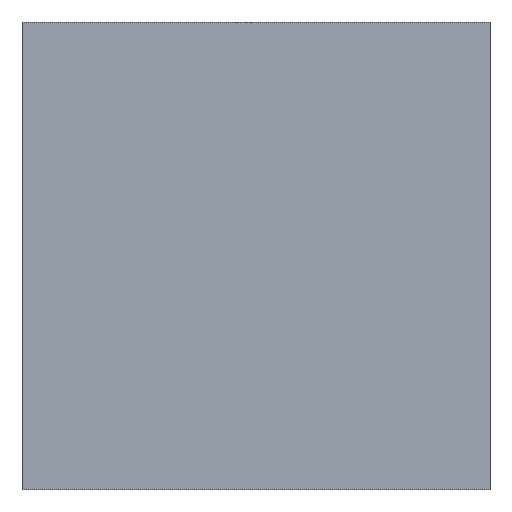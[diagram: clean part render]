
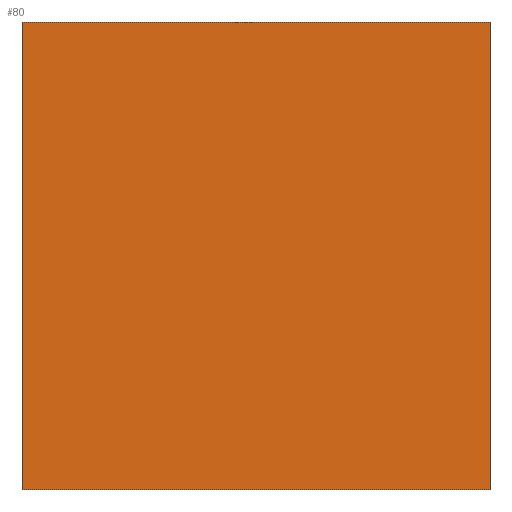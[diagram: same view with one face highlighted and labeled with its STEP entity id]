
A CAD part, top view. The second image highlights one B-rep face of the part: STEP entity #80.
In plain terms, the highlighted planar face has unit normal (0, 0, 1).
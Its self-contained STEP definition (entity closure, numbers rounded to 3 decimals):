
#2 = CARTESIAN_POINT ( 'NONE',  ( -500., 500., 0. ) ) ;
#4 = CARTESIAN_POINT ( 'NONE',  ( 500., -500., 0. ) ) ;
#11 = EDGE_CURVE ( 'NONE', #205, #195, #52, .T. ) ;
#21 = ORIENTED_EDGE ( 'NONE', *, *, #11, .T. ) ;
#26 = CARTESIAN_POINT ( 'NONE',  ( 500., -500., 0. ) ) ;
#30 = EDGE_LOOP ( 'NONE', ( #154, #200, #159, #21 ) ) ;
#43 = VECTOR ( 'NONE', #202, 1000. ) ;
#47 = DIRECTION ( 'NONE',  ( 0., 0., 1. ) ) ;
#52 = LINE ( 'NONE', #244, #43 ) ;
#65 = VERTEX_POINT ( 'NONE', #163 ) ;
#66 = CARTESIAN_POINT ( 'NONE',  ( 500., 166.667, 0. ) ) ;
#80 = ADVANCED_FACE ( 'NONE', ( #108 ), #247, .T. ) ;
#83 = CARTESIAN_POINT ( 'NONE',  ( 500., 500., 0. ) ) ;
#86 = CARTESIAN_POINT ( 'NONE',  ( -500., -166.667, 0. ) ) ;
#98 = EDGE_CURVE ( 'NONE', #65, #205, #112, .T. ) ;
#102 = CARTESIAN_POINT ( 'NONE',  ( -500., -500., 0. ) ) ;
#103 = CARTESIAN_POINT ( 'NONE',  ( 0., 500., 0. ) ) ;
#107 = CARTESIAN_POINT ( 'NONE',  ( -500., -500., 0. ) ) ;
#108 = FACE_OUTER_BOUND ( 'NONE', #30, .T. ) ;
#110 = EDGE_CURVE ( 'NONE', #65, #134, #222, .T. ) ;
#112 = B_SPLINE_CURVE_WITH_KNOTS ( 'NONE', 3,
 ( #2, #181, #197, #86, #223, #107 ),
 .UNSPECIFIED., .F., .F.,
 ( 4, 1, 1, 4 ),
 ( 0., 0.4, 0.6, 1. ),
 .UNSPECIFIED. ) ;
#115 = VECTOR ( 'NONE', #218, 1000. ) ;
#123 = CARTESIAN_POINT ( 'NONE',  ( 500., -166.667, 0. ) ) ;
#125 = CARTESIAN_POINT ( 'NONE',  ( 0., 500., 0. ) ) ;
#134 = VERTEX_POINT ( 'NONE', #83 ) ;
#136 = AXIS2_PLACEMENT_3D ( 'NONE', #125, #47, #148 ) ;
#141 = CARTESIAN_POINT ( 'NONE',  ( 500., 366.667, 0. ) ) ;
#142 = CARTESIAN_POINT ( 'NONE',  ( 500., -366.667, 0. ) ) ;
#148 = DIRECTION ( 'NONE',  ( 0., -1., 0. ) ) ;
#154 = ORIENTED_EDGE ( 'NONE', *, *, #213, .F. ) ;
#159 = ORIENTED_EDGE ( 'NONE', *, *, #98, .T. ) ;
#163 = CARTESIAN_POINT ( 'NONE',  ( -500., 500., 0. ) ) ;
#181 = CARTESIAN_POINT ( 'NONE',  ( -500., 366.667, 0. ) ) ;
#188 = B_SPLINE_CURVE_WITH_KNOTS ( 'NONE', 3,
 ( #242, #141, #66, #123, #142, #26 ),
 .UNSPECIFIED., .F., .F.,
 ( 4, 1, 1, 4 ),
 ( 0., 0.4, 0.6, 1. ),
 .UNSPECIFIED. ) ;
#195 = VERTEX_POINT ( 'NONE', #4 ) ;
#197 = CARTESIAN_POINT ( 'NONE',  ( -500., 166.667, 0. ) ) ;
#200 = ORIENTED_EDGE ( 'NONE', *, *, #110, .F. ) ;
#202 = DIRECTION ( 'NONE',  ( 1., 0., 0. ) ) ;
#205 = VERTEX_POINT ( 'NONE', #102 ) ;
#213 = EDGE_CURVE ( 'NONE', #134, #195, #188, .T. ) ;
#218 = DIRECTION ( 'NONE',  ( 1., 0., 0. ) ) ;
#222 = LINE ( 'NONE', #103, #115 ) ;
#223 = CARTESIAN_POINT ( 'NONE',  ( -500., -366.667, 0. ) ) ;
#242 = CARTESIAN_POINT ( 'NONE',  ( 500., 500., 0. ) ) ;
#244 = CARTESIAN_POINT ( 'NONE',  ( 0., -500., 0. ) ) ;
#247 = PLANE ( 'NONE',  #136 ) ;
